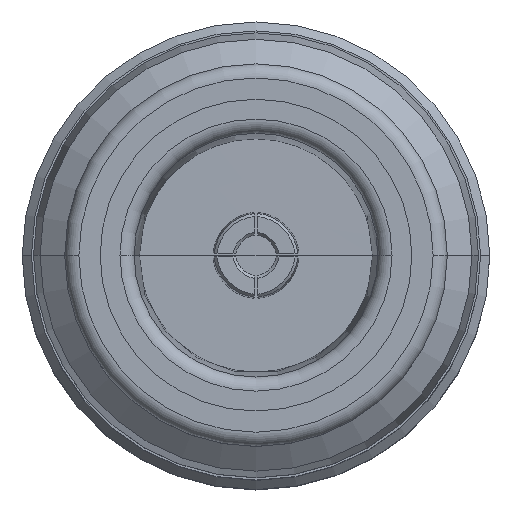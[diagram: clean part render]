
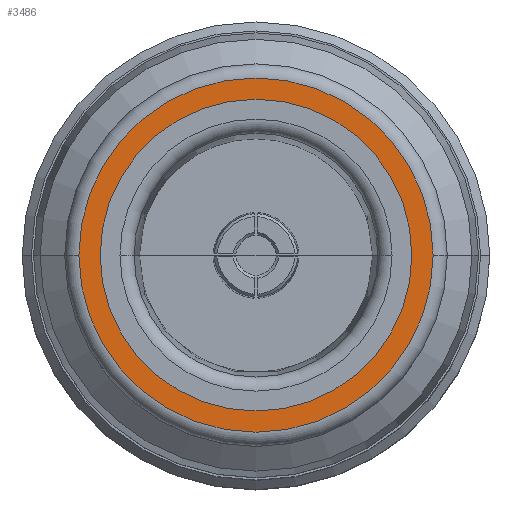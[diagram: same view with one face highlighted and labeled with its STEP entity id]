
A CAD part, top view. The second image highlights one B-rep face of the part: STEP entity #3486.
In plain terms, the highlighted planar face has unit normal (0, 0, 1).
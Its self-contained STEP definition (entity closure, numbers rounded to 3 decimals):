
#138 = CARTESIAN_POINT ( 'NONE',  ( 0., 0., 0. ) ) ;
#235 = CARTESIAN_POINT ( 'NONE',  ( 5.5, 0., 0. ) ) ;
#254 = ORIENTED_EDGE ( 'NONE', *, *, #4122, .T. ) ;
#269 = CARTESIAN_POINT ( 'NONE',  ( -6.25, 0., 0. ) ) ;
#342 = AXIS2_PLACEMENT_3D ( 'NONE', #1974, #4211, #2288 ) ;
#430 = CARTESIAN_POINT ( 'NONE',  ( 0., 0., 0. ) ) ;
#462 = DIRECTION ( 'NONE',  ( -1., 0., 0. ) ) ;
#651 = PLANE ( 'NONE',  #342 ) ;
#770 = DIRECTION ( 'NONE',  ( -1., 0., 0. ) ) ;
#953 = CARTESIAN_POINT ( 'NONE',  ( -5.5, 0., 0. ) ) ;
#956 = EDGE_LOOP ( 'NONE', ( #1431, #254 ) ) ;
#1148 = DIRECTION ( 'NONE',  ( 0., 0., 1. ) ) ;
#1176 = FACE_BOUND ( 'NONE', #956, .T. ) ;
#1385 = CARTESIAN_POINT ( 'NONE',  ( 0., 0., 0. ) ) ;
#1431 = ORIENTED_EDGE ( 'NONE', *, *, #2614, .T. ) ;
#1724 = DIRECTION ( 'NONE',  ( -1., 0., 0. ) ) ;
#1911 = AXIS2_PLACEMENT_3D ( 'NONE', #430, #2717, #770 ) ;
#1974 = CARTESIAN_POINT ( 'NONE',  ( 0., 0., 0. ) ) ;
#1975 = CIRCLE ( 'NONE', #1911, 5.5 ) ;
#2216 = VERTEX_POINT ( 'NONE', #235 ) ;
#2288 = DIRECTION ( 'NONE',  ( -1., 0., 0. ) ) ;
#2414 = DIRECTION ( 'NONE',  ( 0., 0., -1. ) ) ;
#2480 = VERTEX_POINT ( 'NONE', #3929 ) ;
#2530 = EDGE_CURVE ( 'NONE', #2480, #3424, #2954, .T. ) ;
#2563 = ORIENTED_EDGE ( 'NONE', *, *, #2530, .T. ) ;
#2608 = CIRCLE ( 'NONE', #3101, 6.25 ) ;
#2614 = EDGE_CURVE ( 'NONE', #3586, #2216, #3569, .T. ) ;
#2666 = EDGE_CURVE ( 'NONE', #3424, #2480, #2608, .T. ) ;
#2671 = AXIS2_PLACEMENT_3D ( 'NONE', #138, #2414, #462 ) ;
#2717 = DIRECTION ( 'NONE',  ( 0., 0., -1. ) ) ;
#2816 = FACE_OUTER_BOUND ( 'NONE', #3367, .T. ) ;
#2954 = CIRCLE ( 'NONE', #4062, 6.25 ) ;
#3091 = CARTESIAN_POINT ( 'NONE',  ( 0., 0., 0. ) ) ;
#3101 = AXIS2_PLACEMENT_3D ( 'NONE', #3091, #1148, #3423 ) ;
#3367 = EDGE_LOOP ( 'NONE', ( #3925, #2563 ) ) ;
#3423 = DIRECTION ( 'NONE',  ( -1., 0., 0. ) ) ;
#3424 = VERTEX_POINT ( 'NONE', #269 ) ;
#3486 = ADVANCED_FACE ( 'NONE', ( #2816, #1176 ), #651, .F. ) ;
#3569 = CIRCLE ( 'NONE', #2671, 5.5 ) ;
#3586 = VERTEX_POINT ( 'NONE', #953 ) ;
#3659 = DIRECTION ( 'NONE',  ( 0., 0., 1. ) ) ;
#3925 = ORIENTED_EDGE ( 'NONE', *, *, #2666, .T. ) ;
#3929 = CARTESIAN_POINT ( 'NONE',  ( 6.25, 0., 0. ) ) ;
#4062 = AXIS2_PLACEMENT_3D ( 'NONE', #1385, #3659, #1724 ) ;
#4122 = EDGE_CURVE ( 'NONE', #2216, #3586, #1975, .T. ) ;
#4211 = DIRECTION ( 'NONE',  ( 0., 0., -1. ) ) ;
